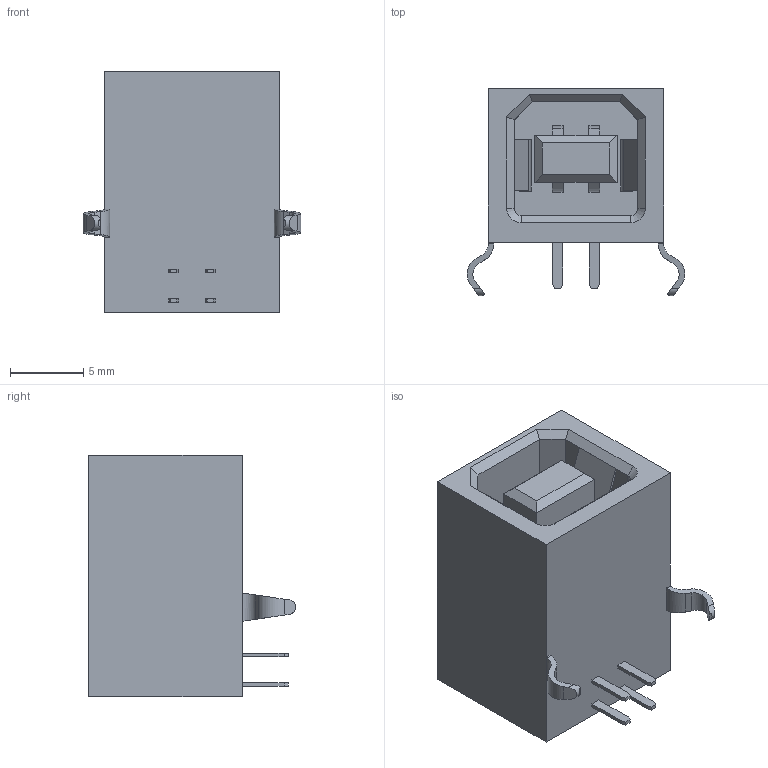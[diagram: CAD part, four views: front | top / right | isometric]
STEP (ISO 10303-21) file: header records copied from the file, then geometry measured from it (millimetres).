
FILE_DESCRIPTION(('FreeCAD Model'),'2;1');
FILE_NAME('USB-2_0-type-B-jack-PCB.step' ,'2014-12-16T21:03:28',('FreeCAD'),('FreeCAD'), 'Open CASCADE STEP processor 6.7','FreeCAD','Unknown');
FILE_SCHEMA(('AUTOMOTIVE_DESIGN_CC2 { 1 2 10303 214 -1 1 5 4 }'));
Length unit declared in the file: millimetre
Products named in the file (1): USB-2.0-type-B-jack-PCB
Bounding box: 14.86 x 14.13 x 16.5 mm (x, y, z)
Volume: 1664.6 mm3; surface area: 1599.4 mm2
Topology: 13 solids, 13 shells, 152 faces, 360 edges, 236 vertices
Faces by surface type: plane 126, cylinder 24, cone 2
Entity records: 10212 total; most frequent: CARTESIAN_POINT 1909, DIRECTION 1316, LINE 870, VECTOR 870, ORIENTED_EDGE 720, PCURVE 720, DEFINITIONAL_REPRESENTATION 720, EDGE_CURVE 360
